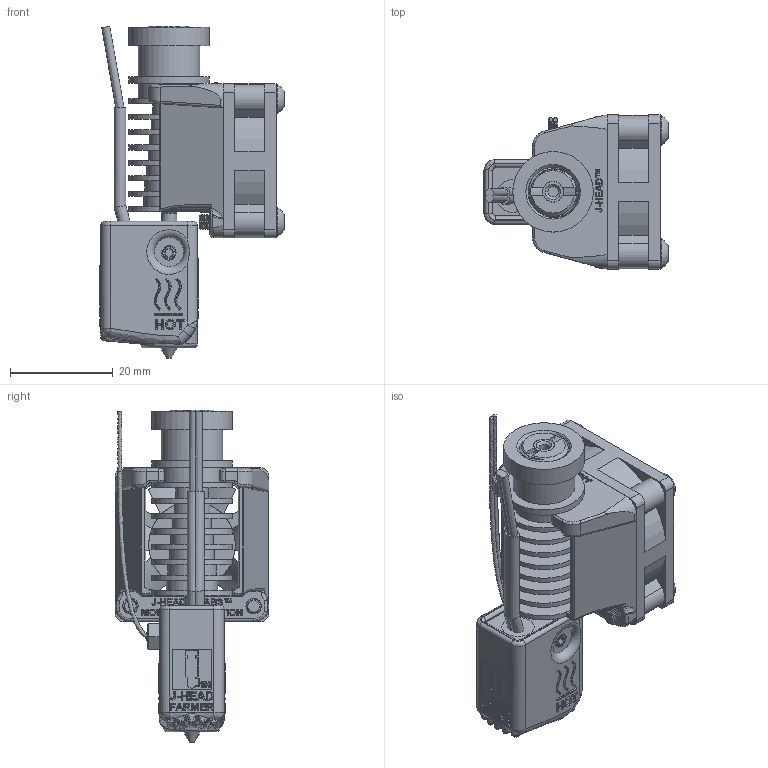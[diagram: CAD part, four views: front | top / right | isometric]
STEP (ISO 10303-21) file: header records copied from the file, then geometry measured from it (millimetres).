
FILE_DESCRIPTION(/* description */ (''),/* implementation_level */ '2;1');
FILE_NAME(/* name */ 'J-Head Farmer_step.step',/* time_stamp */ '2022-03-16T11:54:17-05:00',/* author */ (''),/* organization */ (''),/* preprocessor_version */ 'ST-DEVELOPER v18.1',/* originating_system */ 'Autodesk Translation Framework v10.13.0.1454',/* authorisation */ '');
FILE_SCHEMA (('AUTOMOTIVE_DESIGN { 1 0 10303 214 3 1 1 }'));
Products named in the file (1): J-Head Farmer_stl version
Bounding box: 36.08 x 30 x 64.76 mm (x, y, z)
Volume: 16941.7 mm3; surface area: 14006.7 mm2
Topology: 1 solids, 6 shells, 2984 faces, 7264 edges, 4401 vertices
Faces by surface type: plane 1030, bspline 937, cylinder 921, cone 60, torus 23, sphere 13
Full cylindrical faces by diameter (mm): 2 x1, 2.35 x7, 2.356 x1, 2.96 x1, 3 x4, 3.086 x1, 3.5 x1, 4 x2, 4.1 x1, 5.7 x5, 6.4 x1, 6.403 x1, 7 x1, 7.6 x1, 8.2 x1, 8.8 x1, 9.4 x1, 10 x1, 12 x1, 15.7 x10, 15.8 x1, 16.9 x2, 28.3 x1
Entity records: 131541 total; most frequent: CARTESIAN_POINT 68500, ORIENTED_EDGE 14480, DIRECTION 10415, EDGE_CURVE 7240, VERTEX_POINT 4401, LINE 3655, VECTOR 3655, AXIS2_PLACEMENT_3D 3380
